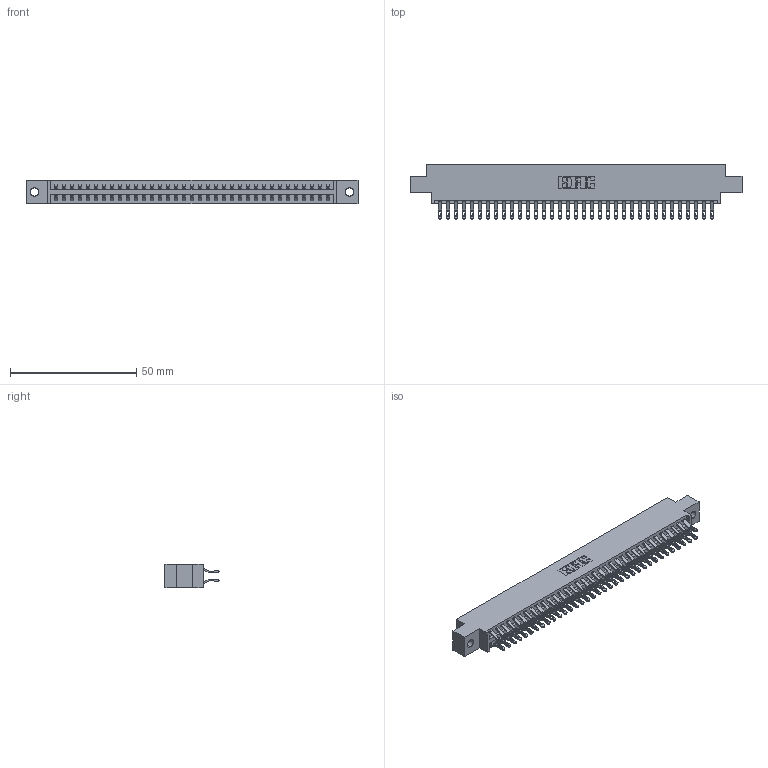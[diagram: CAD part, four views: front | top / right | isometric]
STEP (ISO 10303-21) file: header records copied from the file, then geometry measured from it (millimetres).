
FILE_DESCRIPTION (( 'STEP AP203' ), '1' );
FILE_NAME ('346-070-555-802.STEP', '2022-05-24T21:57:07', ( '' ), ( '' ), 'SwSTEP 2.0', 'SolidWorks 2020', '' );
FILE_SCHEMA (( 'CONFIG_CONTROL_DESIGN' ));
Length unit declared in the file: inch
Products named in the file (3): 345-292-001_555 Tail; 346 Part_0.170 Offset - 0.128 Dia; 346-070-555-802
Assembly tree (71 placements, depth 2):
  346-070-555-802
    346 Part_0.170 Offset - 0.128 Dia
    345-292-001_555 Tail  x70
Bounding box: 131.7 x 21.46 x 9.4 mm (x, y, z)
Volume: 12799.7 mm3; surface area: 18118.1 mm2
Topology: 71 solids, 71 shells, 4186 faces, 13151 edges, 8766 vertices
Faces by surface type: plane 2390, cylinder 1796
Entity records: 24245 total; most frequent: CARTESIAN_POINT 4042, ORIENTED_EDGE 3946, DIRECTION 3581, EDGE_CURVE 1973, VECTOR 1681, LINE 1681, VERTEX_POINT 1314, AXIS2_PLACEMENT_3D 950
